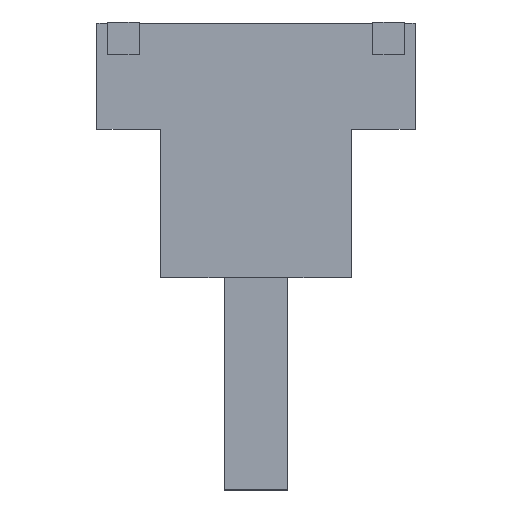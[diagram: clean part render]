
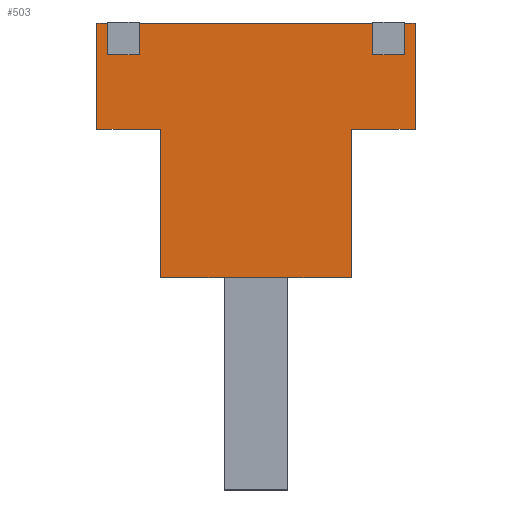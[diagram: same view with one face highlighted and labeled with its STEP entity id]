
A CAD part, top view. The second image highlights one B-rep face of the part: STEP entity #503.
In plain terms, the highlighted planar face has unit normal (0, 0, 1).
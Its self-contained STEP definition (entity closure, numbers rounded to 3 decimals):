
#20=ORIENTED_EDGE('',*,*,#163,.F.);
#21=ORIENTED_EDGE('',*,*,#164,.T.);
#22=ORIENTED_EDGE('',*,*,#165,.F.);
#23=ORIENTED_EDGE('',*,*,#166,.F.);
#24=ORIENTED_EDGE('',*,*,#161,.F.);
#25=ORIENTED_EDGE('',*,*,#167,.F.);
#26=ORIENTED_EDGE('',*,*,#168,.T.);
#27=ORIENTED_EDGE('',*,*,#169,.T.);
#28=ORIENTED_EDGE('',*,*,#170,.T.);
#29=ORIENTED_EDGE('',*,*,#171,.T.);
#30=ORIENTED_EDGE('',*,*,#172,.T.);
#31=ORIENTED_EDGE('',*,*,#173,.T.);
#32=ORIENTED_EDGE('',*,*,#174,.T.);
#33=ORIENTED_EDGE('',*,*,#175,.T.);
#34=ORIENTED_EDGE('',*,*,#157,.F.);
#35=ORIENTED_EDGE('',*,*,#176,.T.);
#36=ORIENTED_EDGE('',*,*,#177,.T.);
#37=ORIENTED_EDGE('',*,*,#178,.F.);
#157=EDGE_CURVE('',#228,#230,#275,.T.);
#161=EDGE_CURVE('',#233,#234,#279,.T.);
#163=EDGE_CURVE('',#235,#229,#281,.T.);
#164=EDGE_CURVE('',#235,#236,#282,.T.);
#165=EDGE_CURVE('',#237,#236,#283,.T.);
#166=EDGE_CURVE('',#234,#237,#284,.T.);
#167=EDGE_CURVE('',#238,#233,#285,.T.);
#168=EDGE_CURVE('',#238,#239,#286,.T.);
#169=EDGE_CURVE('',#239,#240,#287,.T.);
#170=EDGE_CURVE('',#240,#241,#288,.T.);
#171=EDGE_CURVE('',#241,#242,#289,.T.);
#172=EDGE_CURVE('',#242,#243,#290,.T.);
#173=EDGE_CURVE('',#243,#244,#291,.T.);
#174=EDGE_CURVE('',#244,#245,#292,.T.);
#175=EDGE_CURVE('',#245,#230,#293,.T.);
#176=EDGE_CURVE('',#228,#246,#294,.T.);
#177=EDGE_CURVE('',#246,#247,#295,.T.);
#178=EDGE_CURVE('',#229,#247,#296,.T.);
#228=VERTEX_POINT('',#704);
#229=VERTEX_POINT('',#705);
#230=VERTEX_POINT('',#707);
#233=VERTEX_POINT('',#713);
#234=VERTEX_POINT('',#715);
#235=VERTEX_POINT('',#717);
#236=VERTEX_POINT('',#721);
#237=VERTEX_POINT('',#723);
#238=VERTEX_POINT('',#726);
#239=VERTEX_POINT('',#728);
#240=VERTEX_POINT('',#730);
#241=VERTEX_POINT('',#732);
#242=VERTEX_POINT('',#734);
#243=VERTEX_POINT('',#736);
#244=VERTEX_POINT('',#738);
#245=VERTEX_POINT('',#740);
#246=VERTEX_POINT('',#743);
#247=VERTEX_POINT('',#745);
#275=LINE('',#706,#347);
#279=LINE('',#714,#351);
#281=LINE('',#718,#353);
#282=LINE('',#720,#354);
#283=LINE('',#722,#355);
#284=LINE('',#724,#356);
#285=LINE('',#725,#357);
#286=LINE('',#727,#358);
#287=LINE('',#729,#359);
#288=LINE('',#731,#360);
#289=LINE('',#733,#361);
#290=LINE('',#735,#362);
#291=LINE('',#737,#363);
#292=LINE('',#739,#364);
#293=LINE('',#741,#365);
#294=LINE('',#742,#366);
#295=LINE('',#744,#367);
#296=LINE('',#746,#368);
#347=VECTOR('',#576,1000.);
#351=VECTOR('',#580,1000.);
#353=VECTOR('',#582,1000.);
#354=VECTOR('',#585,1000.);
#355=VECTOR('',#586,1000.);
#356=VECTOR('',#587,1000.);
#357=VECTOR('',#588,1000.);
#358=VECTOR('',#589,1000.);
#359=VECTOR('',#590,1000.);
#360=VECTOR('',#591,1000.);
#361=VECTOR('',#592,1000.);
#362=VECTOR('',#593,1000.);
#363=VECTOR('',#594,1000.);
#364=VECTOR('',#595,1000.);
#365=VECTOR('',#596,1000.);
#366=VECTOR('',#597,1000.);
#367=VECTOR('',#598,1000.);
#368=VECTOR('',#599,1000.);
#419=EDGE_LOOP('',(#20,#21,#22,#23,#24,#25,#26,#27,#28,#29,#30,#31,#32,
#33,#34,#35,#36,#37));
#447=FACE_BOUND('',#419,.T.);
#475=PLANE('',#544);
#503=ADVANCED_FACE('',(#447),#475,.T.);
#544=AXIS2_PLACEMENT_3D('',#719,#583,#584);
#576=DIRECTION('',(1.,0.,0.));
#580=DIRECTION('',(1.,0.,0.));
#582=DIRECTION('',(1.,0.,0.));
#583=DIRECTION('',(0.,0.,1.));
#584=DIRECTION('',(1.,0.,0.));
#585=DIRECTION('',(0.,-1.,0.));
#586=DIRECTION('',(1.,0.,0.));
#587=DIRECTION('',(0.,-1.,0.));
#588=DIRECTION('',(0.,1.,0.));
#589=DIRECTION('',(1.,0.,0.));
#590=DIRECTION('',(0.,-1.,0.));
#591=DIRECTION('',(1.,0.,0.));
#592=DIRECTION('',(1.,0.,0.));
#593=DIRECTION('',(1.,0.,0.));
#594=DIRECTION('',(0.,1.,0.));
#595=DIRECTION('',(1.,0.,0.));
#596=DIRECTION('',(0.,1.,0.));
#597=DIRECTION('',(0.,-1.,0.));
#598=DIRECTION('',(-1.,0.,0.));
#599=DIRECTION('',(0.,-1.,0.));
#704=CARTESIAN_POINT('',(145.,50.,5.));
#705=CARTESIAN_POINT('',(130.,50.,5.));
#706=CARTESIAN_POINT('',(75.,50.,5.));
#707=CARTESIAN_POINT('',(150.,50.,5.));
#713=CARTESIAN_POINT('',(0.,50.,5.));
#714=CARTESIAN_POINT('',(75.,50.,5.));
#715=CARTESIAN_POINT('',(5.,50.,5.));
#717=CARTESIAN_POINT('',(20.,50.,5.));
#718=CARTESIAN_POINT('',(75.,50.,5.));
#719=CARTESIAN_POINT('',(75.,-60.,5.));
#720=CARTESIAN_POINT('',(20.,42.5,5.));
#721=CARTESIAN_POINT('',(20.,35.,5.));
#722=CARTESIAN_POINT('',(12.5,35.,5.));
#723=CARTESIAN_POINT('',(5.,35.,5.));
#724=CARTESIAN_POINT('',(5.,42.5,5.));
#725=CARTESIAN_POINT('',(0.,25.,5.));
#726=CARTESIAN_POINT('',(0.,0.,5.));
#727=CARTESIAN_POINT('',(15.,0.,5.));
#728=CARTESIAN_POINT('',(30.,0.,5.));
#729=CARTESIAN_POINT('',(30.,-35.,5.));
#730=CARTESIAN_POINT('',(30.,-70.,5.));
#731=CARTESIAN_POINT('',(45.,-70.,5.));
#732=CARTESIAN_POINT('',(60.,-70.,5.));
#733=CARTESIAN_POINT('',(75.,-70.,5.));
#734=CARTESIAN_POINT('',(90.,-70.,5.));
#735=CARTESIAN_POINT('',(105.,-70.,5.));
#736=CARTESIAN_POINT('',(120.,-70.,5.));
#737=CARTESIAN_POINT('',(120.,-35.,5.));
#738=CARTESIAN_POINT('',(120.,0.,5.));
#739=CARTESIAN_POINT('',(135.,0.,5.));
#740=CARTESIAN_POINT('',(150.,0.,5.));
#741=CARTESIAN_POINT('',(150.,25.,5.));
#742=CARTESIAN_POINT('',(145.,42.5,5.));
#743=CARTESIAN_POINT('',(145.,35.,5.));
#744=CARTESIAN_POINT('',(137.5,35.,5.));
#745=CARTESIAN_POINT('',(130.,35.,5.));
#746=CARTESIAN_POINT('',(130.,42.5,5.));
